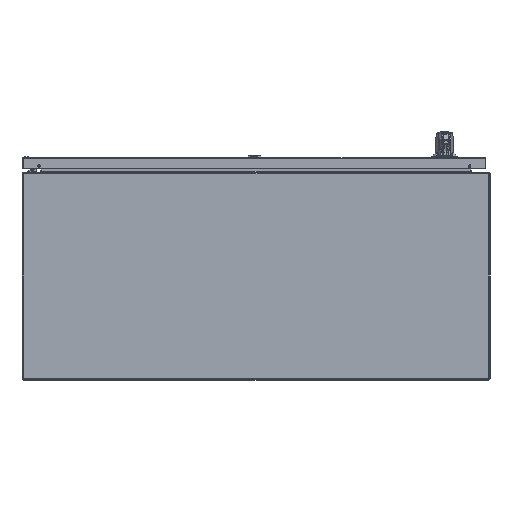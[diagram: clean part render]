
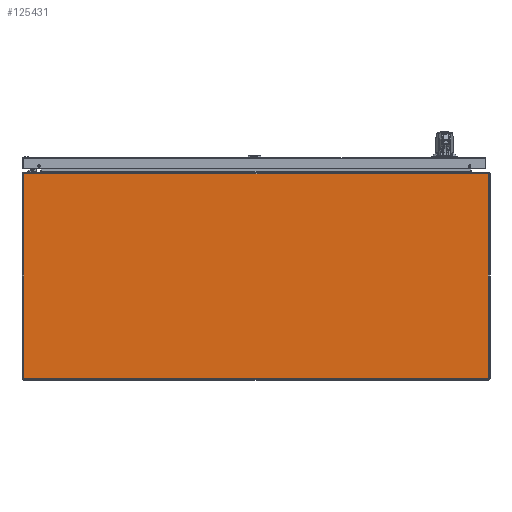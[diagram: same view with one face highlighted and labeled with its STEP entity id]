
A CAD part, front view. The second image highlights one B-rep face of the part: STEP entity #125431.
In plain terms, the highlighted planar face has unit normal (0, -1, 0).
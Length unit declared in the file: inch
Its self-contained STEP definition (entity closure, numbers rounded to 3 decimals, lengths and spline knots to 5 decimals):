
#3320 = LINE ( 'NONE', #65161, #79523 ) ;
#4648 = VERTEX_POINT ( 'NONE', #111447 ) ;
#7293 = CARTESIAN_POINT ( 'NONE',  ( -18., -30., 7.88189 ) ) ;
#8580 = DIRECTION ( 'NONE',  ( 1., 0., 0. ) ) ;
#10096 = DIRECTION ( 'NONE',  ( 0., 1., 0. ) ) ;
#11819 = VERTEX_POINT ( 'NONE', #73192 ) ;
#14239 = VECTOR ( 'NONE', #43501, 39.37008 ) ;
#15923 = EDGE_CURVE ( 'NONE', #105462, #4648, #51368, .T. ) ;
#27688 = PLANE ( 'NONE',  #68203 ) ;
#40096 = VECTOR ( 'NONE', #101885, 39.37008 ) ;
#43089 = VECTOR ( 'NONE', #8580, 39.37008 ) ;
#43501 = DIRECTION ( 'NONE',  ( 0., 0., -1. ) ) ;
#51368 = LINE ( 'NONE', #53273, #14239 ) ;
#52647 = EDGE_CURVE ( 'NONE', #4648, #11819, #82318, .T. ) ;
#53273 = CARTESIAN_POINT ( 'NONE',  ( 17.88189, -30., 8. ) ) ;
#55384 = DIRECTION ( 'NONE',  ( 0., 0., 1. ) ) ;
#58305 = DIRECTION ( 'NONE',  ( 0., 0., 1. ) ) ;
#65161 = CARTESIAN_POINT ( 'NONE',  ( -17.88189, -30., 8. ) ) ;
#65919 = EDGE_CURVE ( 'NONE', #11819, #89701, #3320, .T. ) ;
#67099 = ORIENTED_EDGE ( 'NONE', *, *, #52647, .F. ) ;
#68203 = AXIS2_PLACEMENT_3D ( 'NONE', #107233, #10096, #58305 ) ;
#73192 = CARTESIAN_POINT ( 'NONE',  ( -17.88189, -30., -7.88189 ) ) ;
#74509 = CARTESIAN_POINT ( 'NONE',  ( -18., -30., -7.88189 ) ) ;
#75784 = ORIENTED_EDGE ( 'NONE', *, *, #107053, .F. ) ;
#79523 = VECTOR ( 'NONE', #55384, 39.37008 ) ;
#81003 = CARTESIAN_POINT ( 'NONE',  ( 17.88189, -30., 7.88189 ) ) ;
#82318 = LINE ( 'NONE', #74509, #40096 ) ;
#84240 = EDGE_LOOP ( 'NONE', ( #75784, #128602, #67099, #128044 ) ) ;
#86123 = LINE ( 'NONE', #7293, #43089 ) ;
#89701 = VERTEX_POINT ( 'NONE', #93524 ) ;
#93524 = CARTESIAN_POINT ( 'NONE',  ( -17.88189, -30., 7.88189 ) ) ;
#97436 = FACE_OUTER_BOUND ( 'NONE', #84240, .T. ) ;
#101885 = DIRECTION ( 'NONE',  ( -1., 0., 0. ) ) ;
#105462 = VERTEX_POINT ( 'NONE', #81003 ) ;
#107053 = EDGE_CURVE ( 'NONE', #89701, #105462, #86123, .T. ) ;
#107233 = CARTESIAN_POINT ( 'NONE',  ( -18., -30., 8. ) ) ;
#111447 = CARTESIAN_POINT ( 'NONE',  ( 17.88189, -30., -7.88189 ) ) ;
#125431 = ADVANCED_FACE ( 'NONE', ( #97436 ), #27688, .F. ) ;
#128044 = ORIENTED_EDGE ( 'NONE', *, *, #15923, .F. ) ;
#128602 = ORIENTED_EDGE ( 'NONE', *, *, #65919, .F. ) ;
